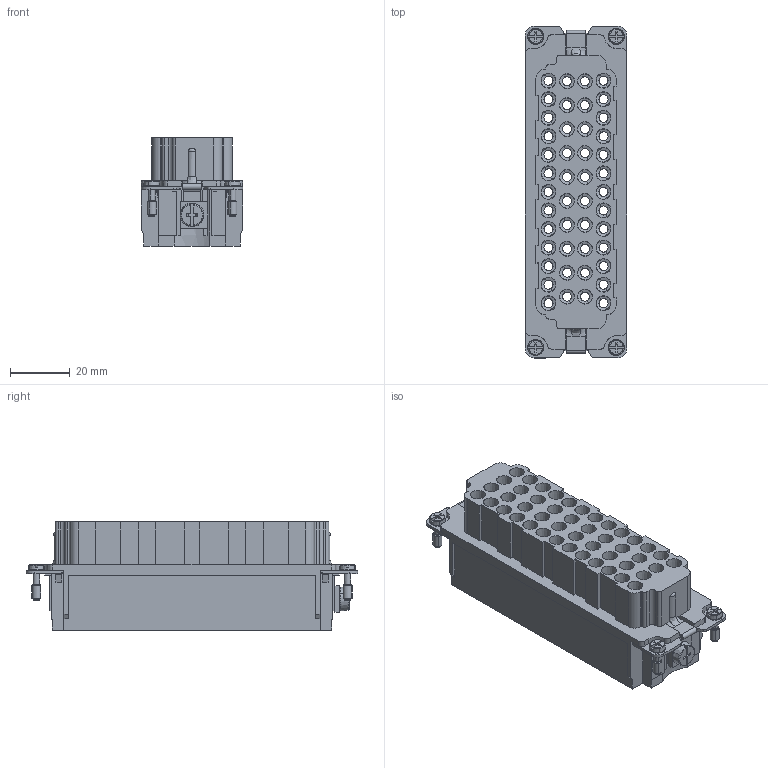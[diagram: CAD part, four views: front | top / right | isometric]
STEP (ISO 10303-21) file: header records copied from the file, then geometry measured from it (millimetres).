
FILE_DESCRIPTION(('CATIA V5 STEP Exchange','CAx-IF Rec.Pracs.--- Model Styling and Organization---1.4--- 2014-01-23'),'2;1');
FILE_NAME ('13455927_4_1826780000_1826780000 HDC HEE 46 FC.stp','2019-10-24T11:14:48+00:00',('none'),('Weidmueller'),'CATIA Version 5-6 Release 2016 SP3 HF44','CATIA V5 STEP AP214','none');
FILE_SCHEMA(('AUTOMOTIVE_DESIGN { 1 0 10303 214 1 1 1 1 }'));
Products named in the file (1): 1826780000
Bounding box: 34 x 111 x 36.2 mm (x, y, z)
Volume: 64469.4 mm3; surface area: 45253.5 mm2
Topology: 1 solids, 5 shells, 1574 faces, 4573 edges, 3096 vertices
Faces by surface type: plane 609, cone 306, extrusion 277, cylinder 204, torus 150, bspline 20, revolution 8
Entity records: 59397 total; most frequent: CARTESIAN_POINT 21293, ORIENTED_EDGE 9146, DIRECTION 5473, EDGE_CURVE 4573, VERTEX_POINT 3096, VECTOR 2701, LINE 2424, AXIS2_PLACEMENT_3D 1912
